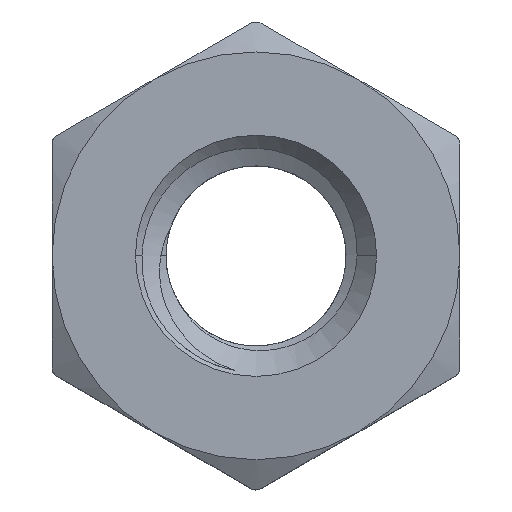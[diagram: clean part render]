
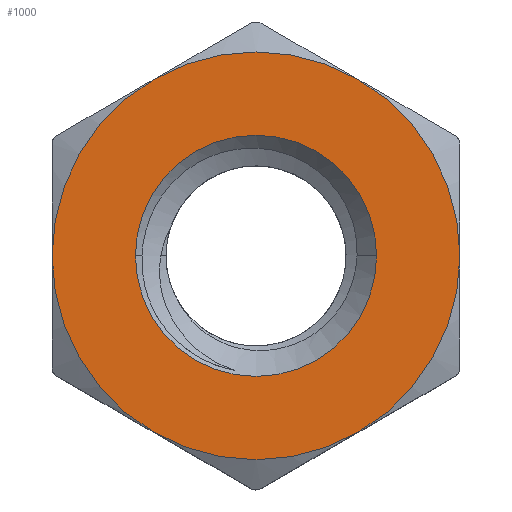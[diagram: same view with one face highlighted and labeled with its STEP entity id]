
A CAD part, top view. The second image highlights one B-rep face of the part: STEP entity #1000.
In plain terms, the highlighted planar face has unit normal (0, 0, 1).
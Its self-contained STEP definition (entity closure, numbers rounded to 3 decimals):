
#28 = ORIENTED_EDGE ( 'NONE', *, *, #994, .T. ) ;
#73 = CARTESIAN_POINT ( 'NONE',  ( -1.75, 3.031, 1.6 ) ) ;
#79 = DIRECTION ( 'NONE',  ( 1., 0., 0. ) ) ;
#99 = DIRECTION ( 'NONE',  ( 0., 0., 1. ) ) ;
#124 = VERTEX_POINT ( 'NONE', #300 ) ;
#149 = PLANE ( 'NONE',  #748 ) ;
#157 = AXIS2_PLACEMENT_3D ( 'NONE', #1871, #1884, #976 ) ;
#210 = DIRECTION ( 'NONE',  ( 1., 0., 0. ) ) ;
#233 = CARTESIAN_POINT ( 'NONE',  ( 0., 0., 1.6 ) ) ;
#259 = CARTESIAN_POINT ( 'NONE',  ( 0., 0., 1.6 ) ) ;
#287 = ORIENTED_EDGE ( 'NONE', *, *, #1194, .T. ) ;
#300 = CARTESIAN_POINT ( 'NONE',  ( 3.5, 0., 1.6 ) ) ;
#322 = CIRCLE ( 'NONE', #1855, 2.07 ) ;
#459 = VERTEX_POINT ( 'NONE', #2062 ) ;
#473 = AXIS2_PLACEMENT_3D ( 'NONE', #889, #1447, #1438 ) ;
#498 = EDGE_CURVE ( 'NONE', #1166, #528, #608, .T. ) ;
#528 = VERTEX_POINT ( 'NONE', #73 ) ;
#606 = FACE_BOUND ( 'NONE', #1276, .T. ) ;
#608 = CIRCLE ( 'NONE', #157, 3.5 ) ;
#748 = AXIS2_PLACEMENT_3D ( 'NONE', #2150, #1227, #2313 ) ;
#783 = CARTESIAN_POINT ( 'NONE',  ( 1.75, 3.031, 1.6 ) ) ;
#790 = DIRECTION ( 'NONE',  ( 0., 0., 1. ) ) ;
#821 = ORIENTED_EDGE ( 'NONE', *, *, #1545, .T. ) ;
#866 = CARTESIAN_POINT ( 'NONE',  ( 1.75, -3.031, 1.6 ) ) ;
#885 = CIRCLE ( 'NONE', #982, 3.5 ) ;
#889 = CARTESIAN_POINT ( 'NONE',  ( 0., 0., 1.6 ) ) ;
#898 = VERTEX_POINT ( 'NONE', #2039 ) ;
#904 = AXIS2_PLACEMENT_3D ( 'NONE', #1375, #99, #2262 ) ;
#950 = EDGE_CURVE ( 'NONE', #1237, #898, #322, .T. ) ;
#976 = DIRECTION ( 'NONE',  ( 1., 0., 0. ) ) ;
#982 = AXIS2_PLACEMENT_3D ( 'NONE', #1156, #790, #79 ) ;
#994 = EDGE_CURVE ( 'NONE', #1655, #1218, #1741, .T. ) ;
#1000 = ADVANCED_FACE ( 'NONE', ( #606, #2282 ), #149, .T. ) ;
#1056 = EDGE_CURVE ( 'NONE', #898, #1237, #1320, .T. ) ;
#1076 = ORIENTED_EDGE ( 'NONE', *, *, #950, .F. ) ;
#1156 = CARTESIAN_POINT ( 'NONE',  ( 0., 0., 1.6 ) ) ;
#1166 = VERTEX_POINT ( 'NONE', #783 ) ;
#1194 = EDGE_CURVE ( 'NONE', #124, #1166, #2084, .T. ) ;
#1218 = VERTEX_POINT ( 'NONE', #866 ) ;
#1227 = DIRECTION ( 'NONE',  ( 0., 0., 1. ) ) ;
#1237 = VERTEX_POINT ( 'NONE', #1512 ) ;
#1243 = DIRECTION ( 'NONE',  ( 1., 0., 0. ) ) ;
#1276 = EDGE_LOOP ( 'NONE', ( #1076, #1455 ) ) ;
#1320 = CIRCLE ( 'NONE', #473, 2.07 ) ;
#1326 = CARTESIAN_POINT ( 'NONE',  ( 0., 0., 1.6 ) ) ;
#1366 = EDGE_CURVE ( 'NONE', #1218, #124, #1715, .T. ) ;
#1375 = CARTESIAN_POINT ( 'NONE',  ( 0., 0., 1.6 ) ) ;
#1379 = CARTESIAN_POINT ( 'NONE',  ( -1.75, -3.031, 1.6 ) ) ;
#1391 = EDGE_LOOP ( 'NONE', ( #1561, #287, #2130, #821, #1877, #28 ) ) ;
#1438 = DIRECTION ( 'NONE',  ( 1., 0., 0. ) ) ;
#1447 = DIRECTION ( 'NONE',  ( 0., 0., 1. ) ) ;
#1455 = ORIENTED_EDGE ( 'NONE', *, *, #1056, .F. ) ;
#1472 = CARTESIAN_POINT ( 'NONE',  ( 0., 0., 1.6 ) ) ;
#1490 = DIRECTION ( 'NONE',  ( 0., 0., 1. ) ) ;
#1512 = CARTESIAN_POINT ( 'NONE',  ( 2.07, 0., 1.6 ) ) ;
#1523 = DIRECTION ( 'NONE',  ( 0., 0., 1. ) ) ;
#1545 = EDGE_CURVE ( 'NONE', #528, #459, #2172, .T. ) ;
#1548 = AXIS2_PLACEMENT_3D ( 'NONE', #1472, #2208, #210 ) ;
#1561 = ORIENTED_EDGE ( 'NONE', *, *, #1366, .T. ) ;
#1655 = VERTEX_POINT ( 'NONE', #1379 ) ;
#1715 = CIRCLE ( 'NONE', #1548, 3.5 ) ;
#1733 = AXIS2_PLACEMENT_3D ( 'NONE', #1326, #1782, #1243 ) ;
#1741 = CIRCLE ( 'NONE', #1733, 3.5 ) ;
#1782 = DIRECTION ( 'NONE',  ( 0., 0., 1. ) ) ;
#1855 = AXIS2_PLACEMENT_3D ( 'NONE', #233, #1490, #2218 ) ;
#1871 = CARTESIAN_POINT ( 'NONE',  ( 0., 0., 1.6 ) ) ;
#1877 = ORIENTED_EDGE ( 'NONE', *, *, #2338, .T. ) ;
#1884 = DIRECTION ( 'NONE',  ( 0., 0., 1. ) ) ;
#2036 = AXIS2_PLACEMENT_3D ( 'NONE', #259, #1523, #2274 ) ;
#2039 = CARTESIAN_POINT ( 'NONE',  ( -2.07, 0., 1.6 ) ) ;
#2062 = CARTESIAN_POINT ( 'NONE',  ( -3.5, 0., 1.6 ) ) ;
#2084 = CIRCLE ( 'NONE', #904, 3.5 ) ;
#2130 = ORIENTED_EDGE ( 'NONE', *, *, #498, .T. ) ;
#2150 = CARTESIAN_POINT ( 'NONE',  ( 0., 0., 1.6 ) ) ;
#2172 = CIRCLE ( 'NONE', #2036, 3.5 ) ;
#2208 = DIRECTION ( 'NONE',  ( 0., 0., 1. ) ) ;
#2218 = DIRECTION ( 'NONE',  ( 1., 0., 0. ) ) ;
#2262 = DIRECTION ( 'NONE',  ( 1., 0., 0. ) ) ;
#2274 = DIRECTION ( 'NONE',  ( 1., 0., 0. ) ) ;
#2282 = FACE_OUTER_BOUND ( 'NONE', #1391, .T. ) ;
#2313 = DIRECTION ( 'NONE',  ( 1., 0., 0. ) ) ;
#2338 = EDGE_CURVE ( 'NONE', #459, #1655, #885, .T. ) ;
